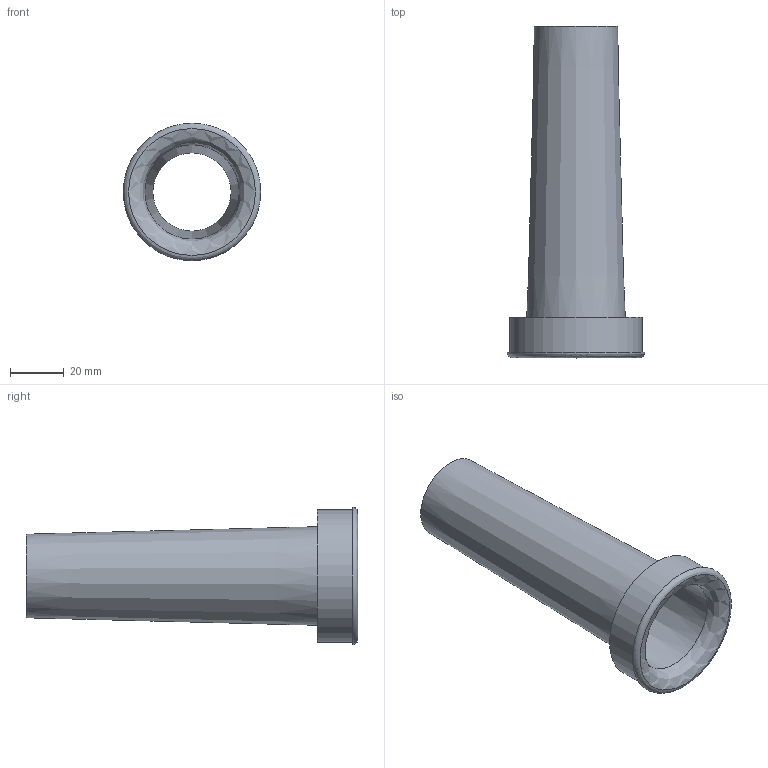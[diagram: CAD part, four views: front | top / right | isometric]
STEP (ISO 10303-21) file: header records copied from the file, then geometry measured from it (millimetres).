
FILE_DESCRIPTION(('FreeCAD Model'),'2;1');
FILE_NAME('HP35.step', '2020-07-20T19:57:14',('Author'),(''), 'Open CASCADE STEP processor 6.8','FreeCAD','Unknown');
FILE_SCHEMA(('AUTOMOTIVE_DESIGN_CC2 { 1 2 10303 214 -1 1 5 4 }'));
Length unit declared in the file: millimetre
Products named in the file (1): HP35
Bounding box: 51 x 123 x 51 mm (x, y, z)
Volume: 24354.2 mm3; surface area: 27969.4 mm2
Topology: 1 solids, 1 shells, 8 faces, 13 edges, 8 vertices
Faces by surface type: plane 3, revolution 2, cone 2, cylinder 1
Full cylindrical faces by diameter (mm): 49 x1
Entity records: 411 total; most frequent: CARTESIAN_POINT 94, DIRECTION 63, ORIENTED_EDGE 26, PCURVE 26, DEFINITIONAL_REPRESENTATION 26, LINE 23, VECTOR 23, AXIS2_PLACEMENT_3D 19
